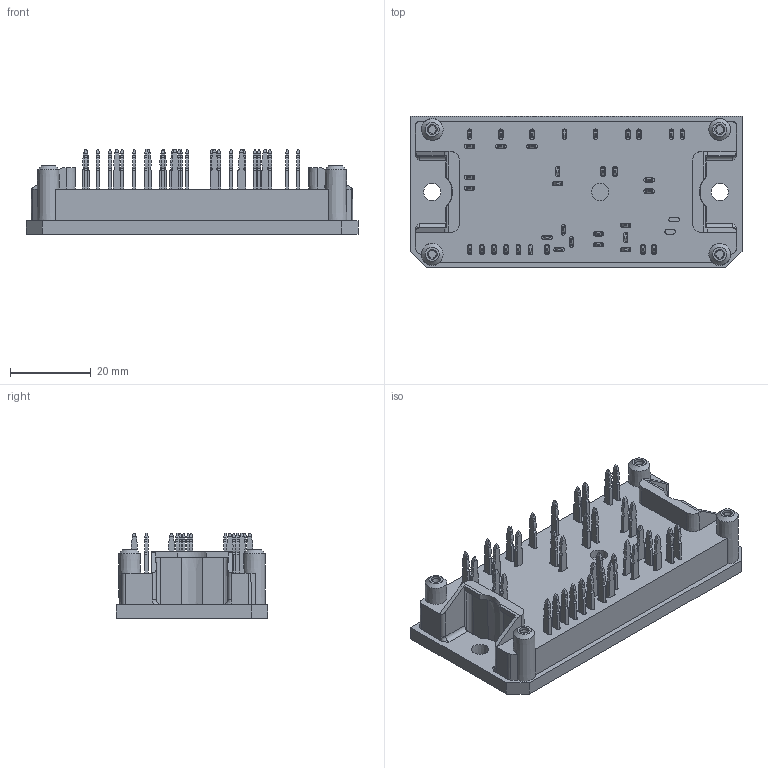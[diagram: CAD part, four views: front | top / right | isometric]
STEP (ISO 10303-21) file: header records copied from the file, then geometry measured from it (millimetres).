
FILE_DESCRIPTION(/* description */ ('Unknown'),/* implementation_level */ '2;1');
FILE_NAME(/* name */ 'Flow1-4T17Y-PD50(380)-01-OL',/* time_stamp */ '2022-03-30T10:30:38+02:00',/* author */ ('Unknown'),/* organization */ ('Unknown'),/* preprocessor_version */ 'ST-DEVELOPER v16.7',/* originating_system */ 'Solid Edge',/* authorisation */ 'Unknown');
FILE_SCHEMA (('AUTOMOTIVE_DESIGN {1 0 10303 214 3 1 1}'));
Length unit declared in the file: millimetre
Products named in the file (1): Flow1-4T17Y-PD50-OL
Bounding box: 82 x 37.4 x 21.23 mm (x, y, z)
Volume: 28824.1 mm3; surface area: 14261.2 mm2
Topology: 1 solids, 1 shells, 1260 faces, 3354 edges, 2179 vertices
Faces by surface type: plane 809, cylinder 331, cone 112, bspline 8
Full cylindrical faces by diameter (mm): 2.4 x4, 4.3 x1
Entity records: 47649 total; most frequent: CARTESIAN_POINT 6993, ORIENTED_EDGE 6636, DIRECTION 6586, EDGE_CURVE 3318, LINE 2460, VECTOR 2460, VERTEX_POINT 2166, AXIS2_PLACEMENT_3D 2063
